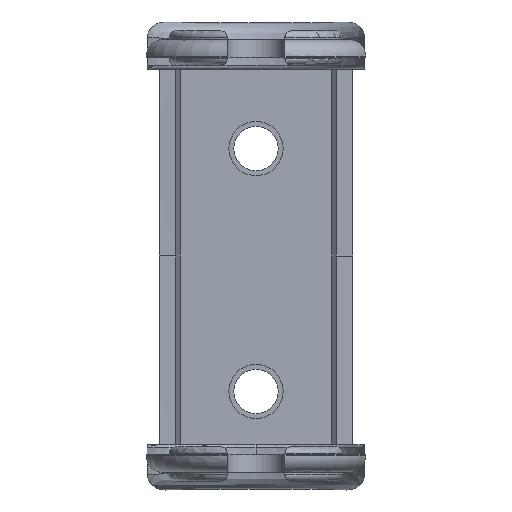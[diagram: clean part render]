
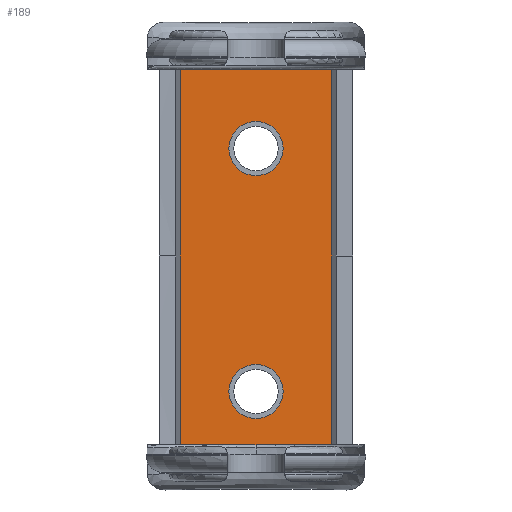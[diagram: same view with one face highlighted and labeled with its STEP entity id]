
A CAD part, left-side view. The second image highlights one B-rep face of the part: STEP entity #189.
In plain terms, the highlighted planar face has unit normal (-1, 0, 0).
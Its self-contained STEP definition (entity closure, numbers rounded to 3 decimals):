
#70 = FACE_BOUND ( 'NONE', #4463, .T. ) ;
#189 = ADVANCED_FACE ( 'NONE', ( #5087, #7599, #70 ), #1206, .F. ) ;
#194 = VECTOR ( 'NONE', #4023, 1000. ) ;
#518 = VERTEX_POINT ( 'NONE', #7682 ) ;
#646 = CARTESIAN_POINT ( 'NONE',  ( 46.37, 0., 33.725 ) ) ;
#752 = AXIS2_PLACEMENT_3D ( 'NONE', #3267, #7640, #778 ) ;
#778 = DIRECTION ( 'NONE',  ( 0., 0., -1. ) ) ;
#893 = EDGE_CURVE ( 'NONE', #5332, #518, #1428, .T. ) ;
#945 = EDGE_CURVE ( 'NONE', #6531, #6412, #6052, .T. ) ;
#1051 = ORIENTED_EDGE ( 'NONE', *, *, #4630, .F. ) ;
#1156 = CARTESIAN_POINT ( 'NONE',  ( 46.37, -11.663, 31.266 ) ) ;
#1206 = PLANE ( 'NONE',  #5542 ) ;
#1234 = EDGE_CURVE ( 'NONE', #6412, #6531, #4869, .T. ) ;
#1362 = LINE ( 'NONE', #2794, #194 ) ;
#1411 = CARTESIAN_POINT ( 'NONE',  ( 46.37, -11.663, -33.666 ) ) ;
#1428 = CIRCLE ( 'NONE', #752, 4.162 ) ;
#1603 = VECTOR ( 'NONE', #4700, 1000. ) ;
#1638 = CARTESIAN_POINT ( 'NONE',  ( 46.37, 0., 19.462 ) ) ;
#1681 = CARTESIAN_POINT ( 'NONE',  ( 46.37, 11.663, 31.266 ) ) ;
#2009 = LINE ( 'NONE', #3433, #1603 ) ;
#2305 = CARTESIAN_POINT ( 'NONE',  ( 46.37, 0., 15.3 ) ) ;
#2642 = AXIS2_PLACEMENT_3D ( 'NONE', #2305, #5440, #4166 ) ;
#2794 = CARTESIAN_POINT ( 'NONE',  ( 46.37, 11.663, 33.725 ) ) ;
#2956 = ORIENTED_EDGE ( 'NONE', *, *, #6910, .F. ) ;
#2982 = EDGE_CURVE ( 'NONE', #6002, #3979, #2009, .T. ) ;
#3043 = EDGE_LOOP ( 'NONE', ( #6696, #7084 ) ) ;
#3226 = CARTESIAN_POINT ( 'NONE',  ( 46.37, -11.663, -35.408 ) ) ;
#3267 = CARTESIAN_POINT ( 'NONE',  ( 46.37, 0., -22. ) ) ;
#3433 = CARTESIAN_POINT ( 'NONE',  ( 46.37, 11.663, -33.666 ) ) ;
#3455 = EDGE_LOOP ( 'NONE', ( #7940, #5856, #1051, #2956 ) ) ;
#3959 = ORIENTED_EDGE ( 'NONE', *, *, #893, .F. ) ;
#3979 = VERTEX_POINT ( 'NONE', #1411 ) ;
#4023 = DIRECTION ( 'NONE',  ( 0., 0., -1. ) ) ;
#4166 = DIRECTION ( 'NONE',  ( 0., 0., -1. ) ) ;
#4463 = EDGE_LOOP ( 'NONE', ( #3959, #7966 ) ) ;
#4591 = DIRECTION ( 'NONE',  ( 0., 0., -1. ) ) ;
#4630 = EDGE_CURVE ( 'NONE', #5336, #3979, #6437, .T. ) ;
#4700 = DIRECTION ( 'NONE',  ( 0., -1., 0. ) ) ;
#4869 = CIRCLE ( 'NONE', #2642, 4.162 ) ;
#4957 = DIRECTION ( 'NONE',  ( 0., 0., -1. ) ) ;
#4971 = VECTOR ( 'NONE', #4591, 1000. ) ;
#5007 = CIRCLE ( 'NONE', #7679, 4.162 ) ;
#5087 = FACE_BOUND ( 'NONE', #3043, .T. ) ;
#5295 = CARTESIAN_POINT ( 'NONE',  ( 46.37, 0., -22. ) ) ;
#5318 = DIRECTION ( 'NONE',  ( 0., 0., -1. ) ) ;
#5332 = VERTEX_POINT ( 'NONE', #8024 ) ;
#5336 = VERTEX_POINT ( 'NONE', #1156 ) ;
#5440 = DIRECTION ( 'NONE',  ( 1., 0., 0. ) ) ;
#5542 = AXIS2_PLACEMENT_3D ( 'NONE', #646, #5622, #4957 ) ;
#5622 = DIRECTION ( 'NONE',  ( 1., 0., 0. ) ) ;
#5702 = AXIS2_PLACEMENT_3D ( 'NONE', #7226, #7249, #7151 ) ;
#5710 = VECTOR ( 'NONE', #8083, 1000. ) ;
#5856 = ORIENTED_EDGE ( 'NONE', *, *, #2982, .T. ) ;
#5895 = DIRECTION ( 'NONE',  ( -1., 0., 0. ) ) ;
#6002 = VERTEX_POINT ( 'NONE', #7172 ) ;
#6052 = CIRCLE ( 'NONE', #5702, 4.162 ) ;
#6245 = VERTEX_POINT ( 'NONE', #6747 ) ;
#6412 = VERTEX_POINT ( 'NONE', #1638 ) ;
#6437 = LINE ( 'NONE', #3226, #4971 ) ;
#6531 = VERTEX_POINT ( 'NONE', #6759 ) ;
#6696 = ORIENTED_EDGE ( 'NONE', *, *, #945, .T. ) ;
#6747 = CARTESIAN_POINT ( 'NONE',  ( 46.37, 11.663, 31.266 ) ) ;
#6759 = CARTESIAN_POINT ( 'NONE',  ( 46.37, 0., 11.138 ) ) ;
#6910 = EDGE_CURVE ( 'NONE', #6245, #5336, #8009, .T. ) ;
#7084 = ORIENTED_EDGE ( 'NONE', *, *, #1234, .T. ) ;
#7151 = DIRECTION ( 'NONE',  ( 0., 0., -1. ) ) ;
#7172 = CARTESIAN_POINT ( 'NONE',  ( 46.37, 11.663, -33.666 ) ) ;
#7226 = CARTESIAN_POINT ( 'NONE',  ( 46.37, 0., 15.3 ) ) ;
#7249 = DIRECTION ( 'NONE',  ( 1., 0., 0. ) ) ;
#7251 = EDGE_CURVE ( 'NONE', #6245, #6002, #1362, .T. ) ;
#7599 = FACE_OUTER_BOUND ( 'NONE', #3455, .T. ) ;
#7640 = DIRECTION ( 'NONE',  ( -1., 0., 0. ) ) ;
#7679 = AXIS2_PLACEMENT_3D ( 'NONE', #5295, #5895, #5318 ) ;
#7682 = CARTESIAN_POINT ( 'NONE',  ( 46.37, 0., -17.838 ) ) ;
#7732 = EDGE_CURVE ( 'NONE', #518, #5332, #5007, .T. ) ;
#7940 = ORIENTED_EDGE ( 'NONE', *, *, #7251, .T. ) ;
#7966 = ORIENTED_EDGE ( 'NONE', *, *, #7732, .F. ) ;
#8009 = LINE ( 'NONE', #1681, #5710 ) ;
#8024 = CARTESIAN_POINT ( 'NONE',  ( 46.37, 0., -26.162 ) ) ;
#8083 = DIRECTION ( 'NONE',  ( 0., -1., 0. ) ) ;
